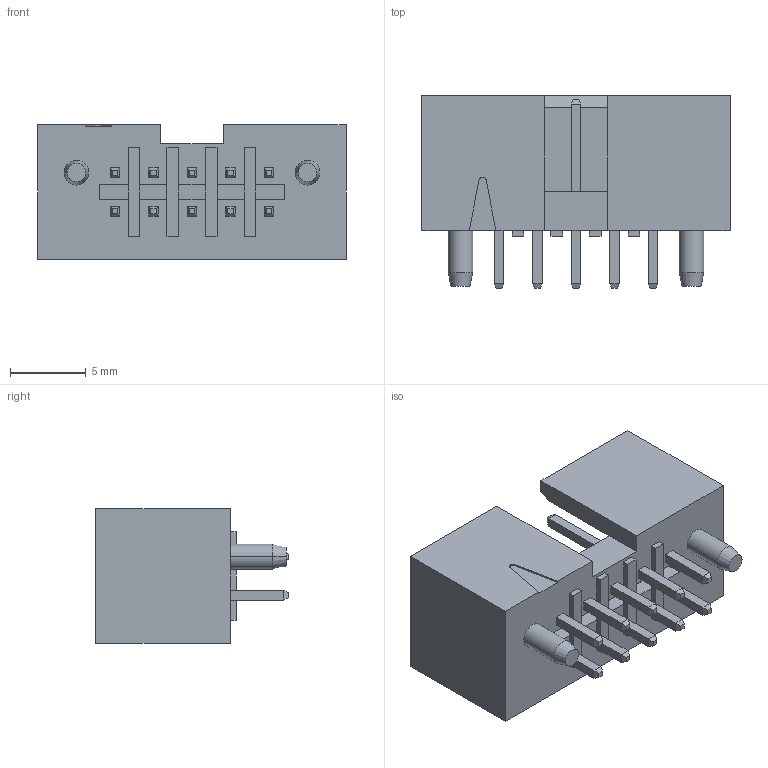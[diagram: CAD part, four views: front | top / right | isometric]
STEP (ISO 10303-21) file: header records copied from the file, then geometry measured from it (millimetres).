
FILE_DESCRIPTION((''),'2;1');
FILE_NAME('878341011','2010-09-15T',('gga'),(''),'PRO/ENGINEER BY PARAMETRIC TECHNOLOGY CORPORATION, 2003451','PRO/ENGINEER BY PARAMETRIC TECHNOLOGY CORPORATION, 2003451','');
FILE_SCHEMA(('CONFIG_CONTROL_DESIGN'));
Length unit declared in the file: millimetre
Products named in the file (1): 878341011
Bounding box: 20.32 x 12.7 x 8.89 mm (x, y, z)
Volume: 886 mm3; surface area: 1462.8 mm2
Topology: 1 solids, 1 shells, 252 faces, 621 edges, 388 vertices
Faces by surface type: plane 235, cylinder 9, cone 8
Entity records: 7218 total; most frequent: CARTESIAN_POINT 1234, ORIENTED_EDGE 1190, DIRECTION 1177, EDGE_CURVE 595, VECTOR 571, LINE 571, VERTEX_POINT 360, AXIS2_PLACEMENT_3D 303
